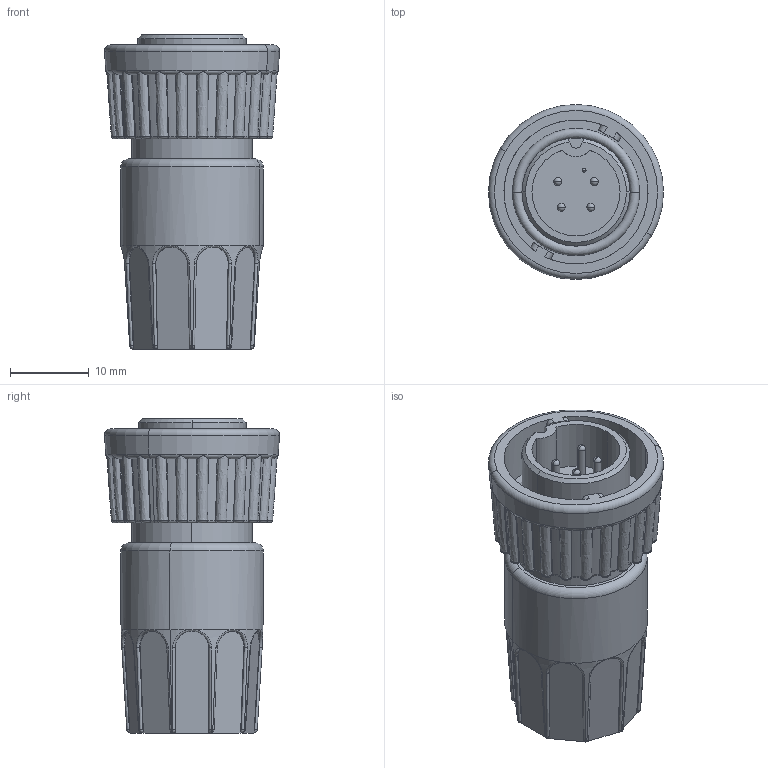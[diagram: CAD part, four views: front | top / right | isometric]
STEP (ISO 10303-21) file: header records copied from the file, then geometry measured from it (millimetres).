
FILE_DESCRIPTION (( 'STEP AP203' ), '1' );
FILE_NAME ('3282-4PG-3DC.STEP', '2013-05-24T14:30:58', ( 'J0FPBF1' ), ( '' ), 'SwSTEP 2.0', 'SolidWorks 2012', '' );
FILE_SCHEMA (( 'CONFIG_CONTROL_DESIGN' ));
Length unit declared in the file: inch
Products named in the file (1): 3282-4PG-3DC
Bounding box: 22.22 x 22.22 x 39.88 mm (x, y, z)
Volume: 8551 mm3; surface area: 4502.4 mm2
Topology: 1 solids, 1 shells, 331 faces, 913 edges, 586 vertices
Faces by surface type: bspline 122, plane 72, torus 46, cone 41, cylinder 40, sphere 10
Entity records: 15520 total; most frequent: CARTESIAN_POINT 8323, ORIENTED_EDGE 1786, DIRECTION 1115, EDGE_CURVE 893, VERTEX_POINT 576, AXIS2_PLACEMENT_3D 490, B_SPLINE_CURVE_WITH_KNOTS 478, EDGE_LOOP 343
